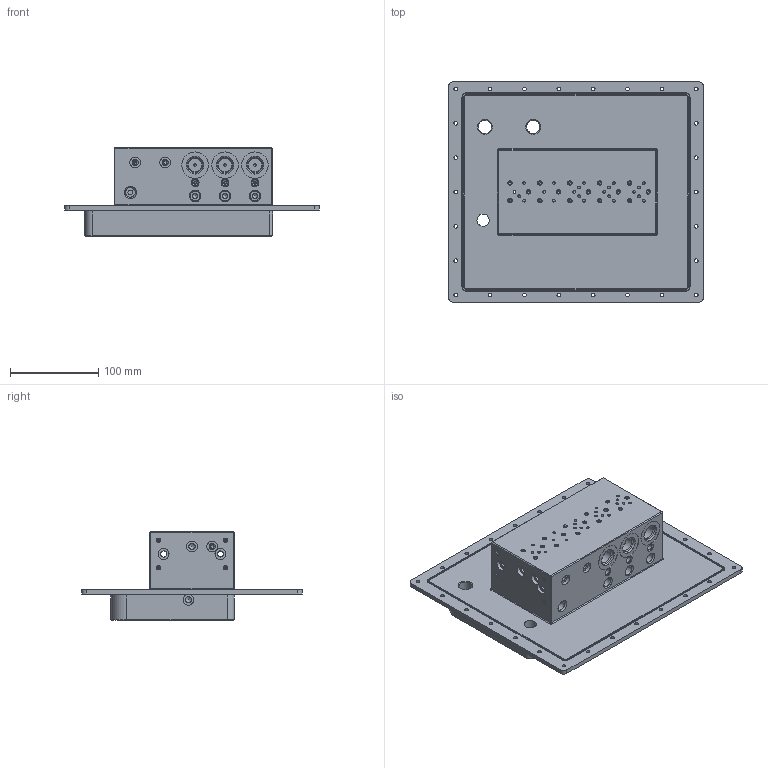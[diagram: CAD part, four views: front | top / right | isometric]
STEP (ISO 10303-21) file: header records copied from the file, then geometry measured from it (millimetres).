
FILE_DESCRIPTION(('FreeCAD Model'),'2;1');
FILE_NAME('Open CASCADE Shape Model','2025-05-04T11:07:26',('FreeCAD'),( 'FreeCAD'),'Open CASCADE STEP processor 7.6','FreeCAD','Unknown');
FILE_SCHEMA(('AUTOMOTIVE_DESIGN { 1 0 10303 214 1 1 1 1 }'));
Length unit declared in the file: millimetre
Products named in the file (1): Open CASCADE STEP translator 7.6 1
Bounding box: 289 x 250 x 101 mm (x, y, z)
Volume: 2026545.3 mm3; surface area: 274902.9 mm2
Topology: 1 solids, 1 shells, 828 faces, 2159 edges, 1357 vertices
Faces by surface type: cylinder 229, cone 197, plane 194, extrusion 173, torus 31, bspline 4
Full cylindrical faces by diameter (mm): 2.459 x7, 2.621 x1, 3 x34, 3.242 x20, 4 x8, 4.2 x26, 5.5 x13, 6 x5, 6.917 x16, 7 x1, 10.376 x6, 10.647 x4, 10.8 x3, 12 x1, 12.3 x12, 14 x1, 14.376 x3, 14.95 x2, 15 x6, 16.376 x7, 20.376 x1, 25.5 x1, 30 x6, 31.3 x1
Entity records: 34133 total; most frequent: CARTESIAN_POINT 15129, ORIENTED_EDGE 4220, DIRECTION 3253, EDGE_CURVE 2110, VERTEX_POINT 1357, AXIS2_PLACEMENT_3D 1232, FACE_BOUND 1085, EDGE_LOOP 1085
